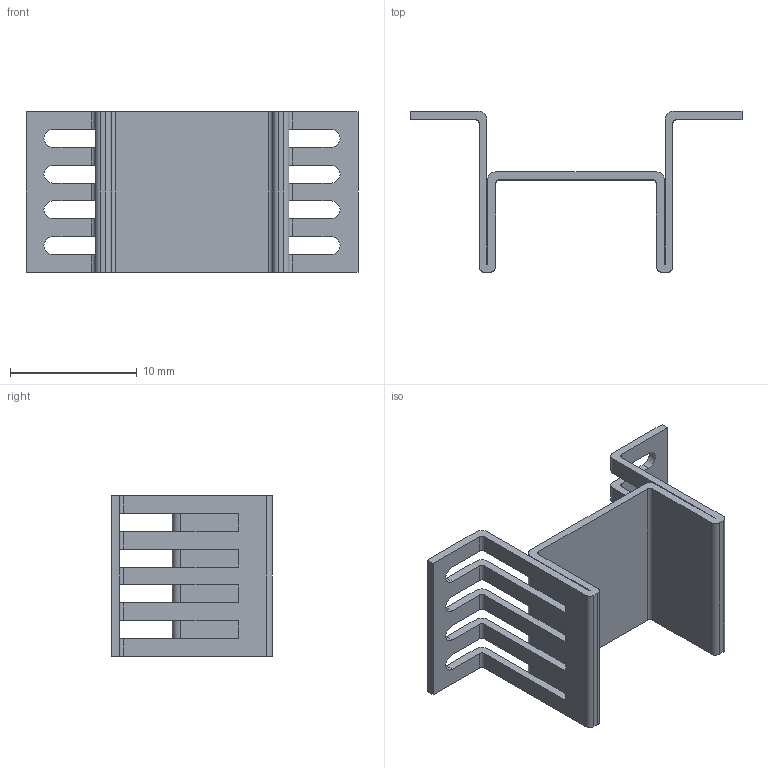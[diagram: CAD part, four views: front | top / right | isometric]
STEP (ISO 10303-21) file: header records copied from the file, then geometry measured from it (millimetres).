
FILE_DESCRIPTION (( 'STEP AP214' ), '1' );
FILE_NAME ('GULLWING HEATSINK.STEP', '2017-08-14T20:42:08', ( '' ), ( '' ), 'SwSTEP 2.0', 'SolidWorks 2016', '' );
FILE_SCHEMA (( 'AUTOMOTIVE_DESIGN' ));
Length unit declared in the file: millimetre
Products named in the file (1): GULLWING HEATSINK
Bounding box: 26.2 x 12.7 x 12.7 mm (x, y, z)
Volume: 415.2 mm3; surface area: 1558.6 mm2
Topology: 1 solids, 1 shells, 82 faces, 288 edges, 192 vertices
Faces by surface type: plane 46, cylinder 36
Entity records: 3170 total; most frequent: ORIENTED_EDGE 576, CARTESIAN_POINT 563, DIRECTION 526, EDGE_CURVE 288, VECTOR 216, LINE 216, VERTEX_POINT 192, AXIS2_PLACEMENT_3D 155
